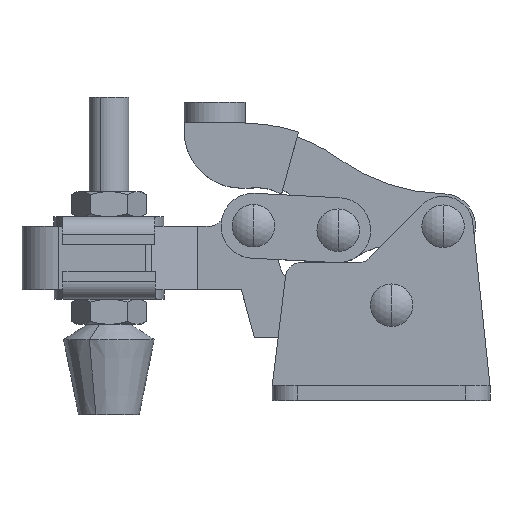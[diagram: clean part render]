
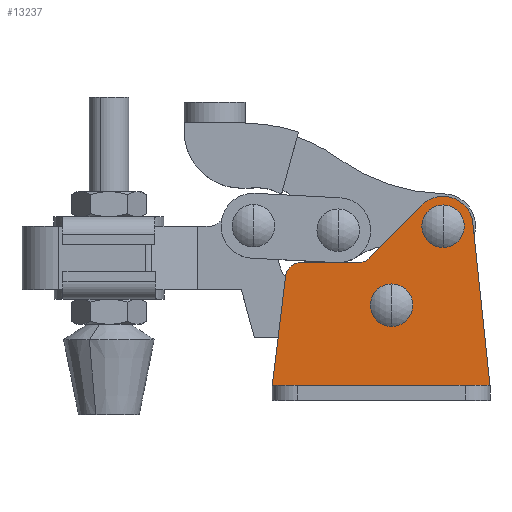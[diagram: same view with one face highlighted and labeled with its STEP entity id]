
A CAD part, top view. The second image highlights one B-rep face of the part: STEP entity #13237.
In plain terms, the highlighted planar face has unit normal (0, 0, 1).
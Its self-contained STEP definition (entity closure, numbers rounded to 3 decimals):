
#91 = AXIS2_PLACEMENT_3D ( 'NONE', #3129, #10862, #4210 ) ;
#192 = DIRECTION ( 'NONE',  ( 0., 0., 1. ) ) ;
#277 = CARTESIAN_POINT ( 'NONE',  ( -19.7, 14.85, 3. ) ) ;
#328 = CIRCLE ( 'NONE', #1416, 6. ) ;
#992 = LINE ( 'NONE', #3601, #12406 ) ;
#1081 = DIRECTION ( 'NONE',  ( 0., 0., 1. ) ) ;
#1193 = CARTESIAN_POINT ( 'NONE',  ( -3.433, 35.53, 3. ) ) ;
#1225 = EDGE_CURVE ( 'NONE', #5060, #2047, #8416, .T. ) ;
#1386 = VERTEX_POINT ( 'NONE', #7446 ) ;
#1416 = AXIS2_PLACEMENT_3D ( 'NONE', #10626, #3987, #11732 ) ;
#1439 = CARTESIAN_POINT ( 'NONE',  ( 0., 3., 3. ) ) ;
#1509 = LINE ( 'NONE', #12319, #9628 ) ;
#1730 = VERTEX_POINT ( 'NONE', #13038 ) ;
#1934 = CARTESIAN_POINT ( 'NONE',  ( -26.354, 30.6, 3. ) ) ;
#2018 = ORIENTED_EDGE ( 'NONE', *, *, #3027, .F. ) ;
#2022 = CARTESIAN_POINT ( 'NONE',  ( -19.7, 23.35, 3. ) ) ;
#2047 = VERTEX_POINT ( 'NONE', #2022 ) ;
#2157 = EDGE_LOOP ( 'NONE', ( #7979, #12315, #4316, #3502, #7937, #7928, #12271, #3185 ) ) ;
#2203 = VERTEX_POINT ( 'NONE', #3585 ) ;
#2331 = CARTESIAN_POINT ( 'NONE',  ( -19.7, 19.1, 3. ) ) ;
#2530 = VERTEX_POINT ( 'NONE', #1193 ) ;
#2853 = VECTOR ( 'NONE', #11355, 1000. ) ;
#2957 = CARTESIAN_POINT ( 'NONE',  ( -37.94, 24.6, 3. ) ) ;
#3027 = EDGE_CURVE ( 'NONE', #12689, #13782, #6227, .T. ) ;
#3033 = DIRECTION ( 'NONE',  ( 1., 0., 0. ) ) ;
#3058 = ORIENTED_EDGE ( 'NONE', *, *, #1225, .F. ) ;
#3074 = VECTOR ( 'NONE', #12330, 1000. ) ;
#3129 = CARTESIAN_POINT ( 'NONE',  ( -9.4, 34.9, 3. ) ) ;
#3157 = FACE_BOUND ( 'NONE', #12607, .T. ) ;
#3185 = ORIENTED_EDGE ( 'NONE', *, *, #10800, .T. ) ;
#3301 = DIRECTION ( 'NONE',  ( 0., 0., 1. ) ) ;
#3502 = ORIENTED_EDGE ( 'NONE', *, *, #7387, .T. ) ;
#3552 = DIRECTION ( 'NONE',  ( -1., 0., 0. ) ) ;
#3585 = CARTESIAN_POINT ( 'NONE',  ( -13.657, 39.128, 3. ) ) ;
#3601 = CARTESIAN_POINT ( 'NONE',  ( -40.918, 24.964, 3. ) ) ;
#3688 = DIRECTION ( 'NONE',  ( 0., 0., 1. ) ) ;
#3729 = CARTESIAN_POINT ( 'NONE',  ( -37.94, 27.6, 3. ) ) ;
#3987 = DIRECTION ( 'NONE',  ( 0., 0., 1. ) ) ;
#4059 = DIRECTION ( 'NONE',  ( 1., 0., 0. ) ) ;
#4210 = DIRECTION ( 'NONE',  ( 1., 0., 0. ) ) ;
#4316 = ORIENTED_EDGE ( 'NONE', *, *, #11133, .T. ) ;
#4575 = AXIS2_PLACEMENT_3D ( 'NONE', #10326, #3688, #11435 ) ;
#5060 = VERTEX_POINT ( 'NONE', #277 ) ;
#5206 = LINE ( 'NONE', #13462, #11135 ) ;
#5438 = CIRCLE ( 'NONE', #4575, 4.25 ) ;
#5563 = CARTESIAN_POINT ( 'NONE',  ( -9.4, 39.15, 3. ) ) ;
#5809 = EDGE_LOOP ( 'NONE', ( #2018, #13916 ) ) ;
#6058 = FACE_BOUND ( 'NONE', #5809, .T. ) ;
#6227 = CIRCLE ( 'NONE', #10975, 4.25 ) ;
#6393 = EDGE_CURVE ( 'NONE', #1386, #1730, #10402, .T. ) ;
#6454 = EDGE_CURVE ( 'NONE', #13782, #12689, #8643, .T. ) ;
#7032 = CIRCLE ( 'NONE', #10554, 3. ) ;
#7156 = EDGE_CURVE ( 'NONE', #2203, #1386, #11891, .T. ) ;
#7387 = EDGE_CURVE ( 'NONE', #2530, #2203, #328, .T. ) ;
#7446 = CARTESIAN_POINT ( 'NONE',  ( -24.225, 28.486, 3. ) ) ;
#7655 = CARTESIAN_POINT ( 'NONE',  ( -43.6, 3., 3. ) ) ;
#7742 = CARTESIAN_POINT ( 'NONE',  ( -9.4, 30.65, 3. ) ) ;
#7788 = EDGE_CURVE ( 'NONE', #9936, #11544, #992, .T. ) ;
#7817 = CARTESIAN_POINT ( 'NONE',  ( -24.225, 28.486, 3. ) ) ;
#7900 = DIRECTION ( 'NONE',  ( 1., 0., 0. ) ) ;
#7928 = ORIENTED_EDGE ( 'NONE', *, *, #6393, .T. ) ;
#7937 = ORIENTED_EDGE ( 'NONE', *, *, #7156, .T. ) ;
#7979 = ORIENTED_EDGE ( 'NONE', *, *, #7788, .T. ) ;
#8416 = CIRCLE ( 'NONE', #13704, 4.25 ) ;
#8643 = CIRCLE ( 'NONE', #91, 4.25 ) ;
#8689 = FACE_OUTER_BOUND ( 'NONE', #2157, .T. ) ;
#8943 = EDGE_CURVE ( 'NONE', #11544, #10182, #11334, .T. ) ;
#9266 = DIRECTION ( 'NONE',  ( 1., 0., 0. ) ) ;
#9375 = EDGE_CURVE ( 'NONE', #1730, #10776, #5206, .T. ) ;
#9628 = VECTOR ( 'NONE', #13438, 1000. ) ;
#9653 = DIRECTION ( 'NONE',  ( 0., 0., -1. ) ) ;
#9923 = AXIS2_PLACEMENT_3D ( 'NONE', #12311, #192, #7900 ) ;
#9929 = CARTESIAN_POINT ( 'NONE',  ( -9.4, 34.9, 3. ) ) ;
#9936 = VERTEX_POINT ( 'NONE', #13293 ) ;
#10182 = VERTEX_POINT ( 'NONE', #1439 ) ;
#10326 = CARTESIAN_POINT ( 'NONE',  ( -19.7, 19.1, 3. ) ) ;
#10402 = CIRCLE ( 'NONE', #11503, 3. ) ;
#10554 = AXIS2_PLACEMENT_3D ( 'NONE', #2957, #10705, #4059 ) ;
#10626 = CARTESIAN_POINT ( 'NONE',  ( -9.4, 34.9, 3. ) ) ;
#10700 = EDGE_CURVE ( 'NONE', #2047, #5060, #5438, .T. ) ;
#10705 = DIRECTION ( 'NONE',  ( 0., 0., 1. ) ) ;
#10776 = VERTEX_POINT ( 'NONE', #3729 ) ;
#10800 = EDGE_CURVE ( 'NONE', #10776, #9936, #7032, .T. ) ;
#10862 = DIRECTION ( 'NONE',  ( 0., 0., 1. ) ) ;
#10975 = AXIS2_PLACEMENT_3D ( 'NONE', #9929, #3301, #11033 ) ;
#11033 = DIRECTION ( 'NONE',  ( 1., 0., 0. ) ) ;
#11133 = EDGE_CURVE ( 'NONE', #10182, #2530, #1509, .T. ) ;
#11135 = VECTOR ( 'NONE', #3552, 1000. ) ;
#11204 = PLANE ( 'NONE',  #9923 ) ;
#11333 = DIRECTION ( 'NONE',  ( -0.121, -0.993, 0. ) ) ;
#11334 = LINE ( 'NONE', #12509, #2853 ) ;
#11355 = DIRECTION ( 'NONE',  ( 1., 0., 0. ) ) ;
#11435 = DIRECTION ( 'NONE',  ( 1., 0., 0. ) ) ;
#11503 = AXIS2_PLACEMENT_3D ( 'NONE', #1934, #9653, #3033 ) ;
#11544 = VERTEX_POINT ( 'NONE', #7655 ) ;
#11732 = DIRECTION ( 'NONE',  ( 1., 0., 0. ) ) ;
#11891 = LINE ( 'NONE', #7817, #3074 ) ;
#12271 = ORIENTED_EDGE ( 'NONE', *, *, #9375, .T. ) ;
#12311 = CARTESIAN_POINT ( 'NONE',  ( -9.4, 34.9, 3. ) ) ;
#12315 = ORIENTED_EDGE ( 'NONE', *, *, #8943, .T. ) ;
#12319 = CARTESIAN_POINT ( 'NONE',  ( 0., 3., 3. ) ) ;
#12330 = DIRECTION ( 'NONE',  ( -0.705, -0.71, 0. ) ) ;
#12406 = VECTOR ( 'NONE', #11333, 1000. ) ;
#12509 = CARTESIAN_POINT ( 'NONE',  ( -9.4, 3., 3. ) ) ;
#12607 = EDGE_LOOP ( 'NONE', ( #13912, #3058 ) ) ;
#12689 = VERTEX_POINT ( 'NONE', #5563 ) ;
#13038 = CARTESIAN_POINT ( 'NONE',  ( -26.354, 27.6, 3. ) ) ;
#13237 = ADVANCED_FACE ( 'NONE', ( #6058, #3157, #8689 ), #11204, .T. ) ;
#13293 = CARTESIAN_POINT ( 'NONE',  ( -40.918, 24.964, 3. ) ) ;
#13438 = DIRECTION ( 'NONE',  ( -0.105, 0.994, 0. ) ) ;
#13462 = CARTESIAN_POINT ( 'NONE',  ( -26.354, 27.6, 3. ) ) ;
#13704 = AXIS2_PLACEMENT_3D ( 'NONE', #2331, #1081, #9266 ) ;
#13782 = VERTEX_POINT ( 'NONE', #7742 ) ;
#13912 = ORIENTED_EDGE ( 'NONE', *, *, #10700, .F. ) ;
#13916 = ORIENTED_EDGE ( 'NONE', *, *, #6454, .F. ) ;
